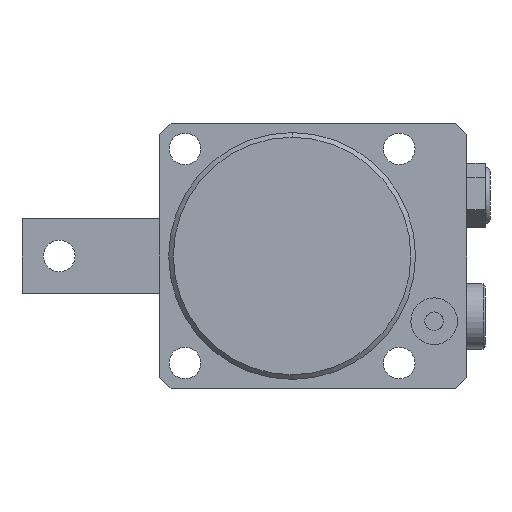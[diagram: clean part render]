
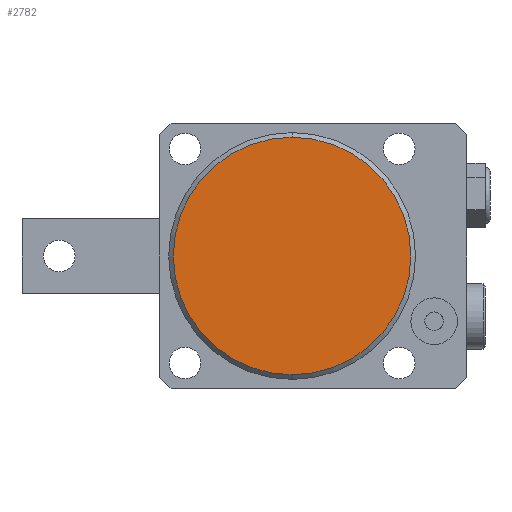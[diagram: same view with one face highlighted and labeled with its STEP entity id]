
A CAD part, front view. The second image highlights one B-rep face of the part: STEP entity #2782.
In plain terms, the highlighted planar face has unit normal (0, -1, 0).
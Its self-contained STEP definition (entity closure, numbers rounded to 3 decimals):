
#331 = ORIENTED_EDGE ( 'NONE', *, *, #4639, .T. ) ;
#433 = CIRCLE ( 'NONE', #5114, 25.5 ) ;
#544 = CARTESIAN_POINT ( 'NONE',  ( -2.555, -55.5, 46.833 ) ) ;
#646 = VERTEX_POINT ( 'NONE', #1253 ) ;
#863 = CARTESIAN_POINT ( 'NONE',  ( -2.555, -55.5, 21.333 ) ) ;
#943 = CARTESIAN_POINT ( 'NONE',  ( -2.555, -55.5, 21.333 ) ) ;
#1009 = VERTEX_POINT ( 'NONE', #544 ) ;
#1253 = CARTESIAN_POINT ( 'NONE',  ( -2.555, -55.5, -4.167 ) ) ;
#1313 = DIRECTION ( 'NONE',  ( 0., 0., -1. ) ) ;
#1388 = DIRECTION ( 'NONE',  ( 0., 0., -1. ) ) ;
#1491 = CIRCLE ( 'NONE', #3142, 25.5 ) ;
#2403 = DIRECTION ( 'NONE',  ( 0., 0., -1. ) ) ;
#2414 = ORIENTED_EDGE ( 'NONE', *, *, #4561, .T. ) ;
#2782 = ADVANCED_FACE ( 'NONE', ( #3976 ), #4663, .T. ) ;
#3142 = AXIS2_PLACEMENT_3D ( 'NONE', #863, #4017, #1313 ) ;
#3745 = AXIS2_PLACEMENT_3D ( 'NONE', #3746, #5130, #2403 ) ;
#3746 = CARTESIAN_POINT ( 'NONE',  ( -2.555, -55.5, 21.333 ) ) ;
#3976 = FACE_OUTER_BOUND ( 'NONE', #4153, .T. ) ;
#4017 = DIRECTION ( 'NONE',  ( 0., -1., 0. ) ) ;
#4094 = DIRECTION ( 'NONE',  ( 0., -1., 0. ) ) ;
#4153 = EDGE_LOOP ( 'NONE', ( #331, #2414 ) ) ;
#4561 = EDGE_CURVE ( 'NONE', #646, #1009, #1491, .T. ) ;
#4639 = EDGE_CURVE ( 'NONE', #1009, #646, #433, .T. ) ;
#4663 = PLANE ( 'NONE',  #3745 ) ;
#5114 = AXIS2_PLACEMENT_3D ( 'NONE', #943, #4094, #1388 ) ;
#5130 = DIRECTION ( 'NONE',  ( 0., -1., 0. ) ) ;
